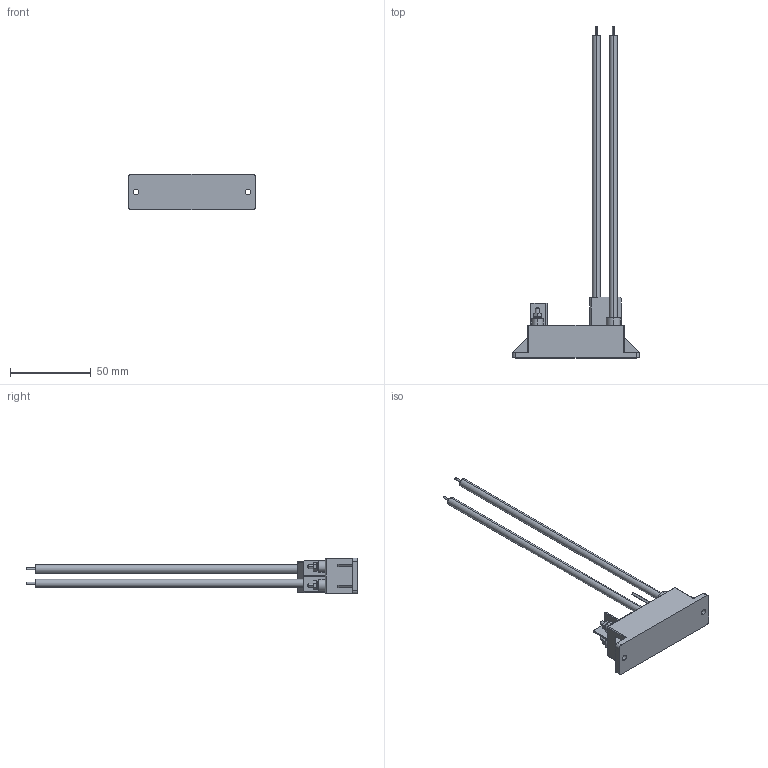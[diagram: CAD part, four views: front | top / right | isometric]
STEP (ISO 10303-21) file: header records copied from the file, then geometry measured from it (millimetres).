
FILE_DESCRIPTION (( 'STEP AP214' ), '1' );
FILE_NAME ('G81A(B)X47_step_121212.STEP', '2012-12-12T20:01:35', ( 'RUlrich' ), ( 'Genco' ), 'SwSTEP 2.0', 'SolidWorks 2010', '' );
FILE_SCHEMA (( 'AUTOMOTIVE_DESIGN' ));
Length unit declared in the file: inch
Products named in the file (1): G81A(B)X47_step_121212
Bounding box: 78.7 x 205.8 x 22.3 mm (x, y, z)
Volume: 37533.3 mm3; surface area: 15471.5 mm2
Topology: 11 solids, 11 shells, 157 faces, 361 edges, 230 vertices
Faces by surface type: plane 78, cylinder 67, sphere 4, cone 4, bspline 4
Entity records: 6746 total; most frequent: CARTESIAN_POINT 973, DIRECTION 753, ORIENTED_EDGE 714, EDGE_CURVE 357, AXIS2_PLACEMENT_3D 266, VERTEX_POINT 230, LINE 221, VECTOR 221
